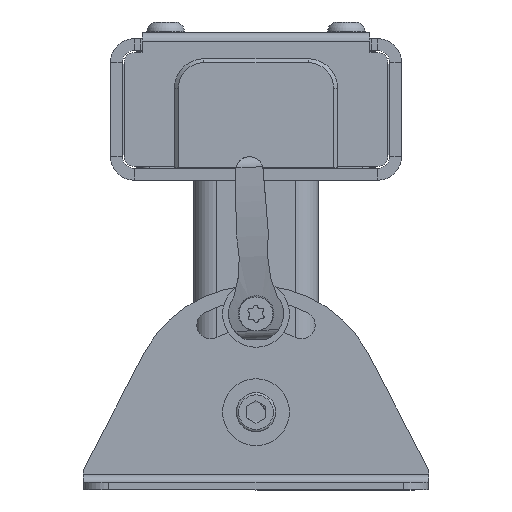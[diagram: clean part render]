
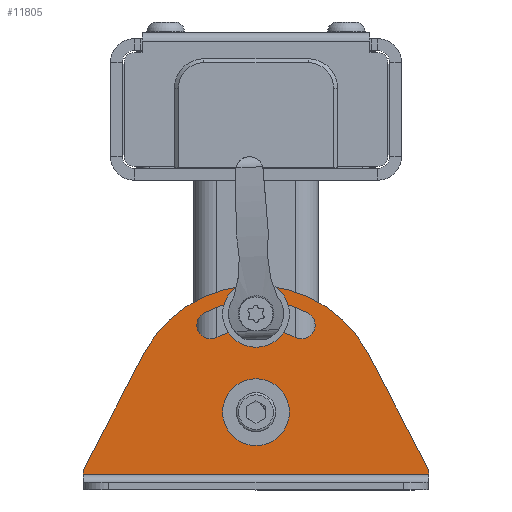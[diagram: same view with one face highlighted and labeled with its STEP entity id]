
A CAD part, left-side view. The second image highlights one B-rep face of the part: STEP entity #11805.
In plain terms, the highlighted face is planar.
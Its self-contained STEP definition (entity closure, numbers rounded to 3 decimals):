
#542=FACE_BOUND('',#1754,.T.);
#543=FACE_BOUND('',#1755,.T.);
#684=PLANE('',#13167);
#1014=FACE_OUTER_BOUND('',#1753,.T.);
#1753=EDGE_LOOP('',(#8532,#8533,#8534,#8535,#8536,#8537));
#1754=EDGE_LOOP('',(#8538,#8539,#8540,#8541));
#1755=EDGE_LOOP('',(#8542));
#2578=LINE('',#19074,#3467);
#2581=LINE('',#19080,#3470);
#2585=LINE('',#19091,#3474);
#2587=LINE('',#19095,#3476);
#2590=LINE('',#19102,#3479);
#3467=VECTOR('',#15203,10.);
#3470=VECTOR('',#15208,10.);
#3474=VECTOR('',#15218,10.);
#3476=VECTOR('',#15222,10.);
#3479=VECTOR('',#15231,10.);
#4231=CIRCLE('',#13121,3.5);
#4233=CIRCLE('',#13124,21.5);
#4235=CIRCLE('',#13127,3.5);
#4237=CIRCLE('',#13130,28.5);
#4239=CIRCLE('',#13133,3.25);
#4253=CIRCLE('',#13165,32.19);
#5084=VERTEX_POINT('',#18984);
#5085=VERTEX_POINT('',#18986);
#5087=VERTEX_POINT('',#18992);
#5089=VERTEX_POINT('',#18998);
#5091=VERTEX_POINT('',#19007);
#5110=VERTEX_POINT('',#19063);
#5111=VERTEX_POINT('',#19067);
#5113=VERTEX_POINT('',#19078);
#5117=VERTEX_POINT('',#19090);
#5118=VERTEX_POINT('',#19094);
#5119=VERTEX_POINT('',#19098);
#6342=EDGE_CURVE('',#5085,#5084,#4231,.T.);
#6346=EDGE_CURVE('',#5084,#5087,#4233,.T.);
#6349=EDGE_CURVE('',#5087,#5089,#4235,.T.);
#6351=EDGE_CURVE('',#5089,#5085,#4237,.T.);
#6354=EDGE_CURVE('',#5091,#5091,#4239,.T.);
#6386=EDGE_CURVE('',#5110,#5111,#2578,.T.);
#6389=EDGE_CURVE('',#5113,#5111,#2581,.T.);
#6394=EDGE_CURVE('',#5110,#5117,#2585,.T.);
#6396=EDGE_CURVE('',#5117,#5118,#2587,.T.);
#6398=EDGE_CURVE('',#5118,#5119,#4253,.T.);
#6400=EDGE_CURVE('',#5119,#5113,#2590,.T.);
#8532=ORIENTED_EDGE('',*,*,#6386,.T.);
#8533=ORIENTED_EDGE('',*,*,#6389,.F.);
#8534=ORIENTED_EDGE('',*,*,#6400,.F.);
#8535=ORIENTED_EDGE('',*,*,#6398,.F.);
#8536=ORIENTED_EDGE('',*,*,#6396,.F.);
#8537=ORIENTED_EDGE('',*,*,#6394,.F.);
#8538=ORIENTED_EDGE('',*,*,#6342,.T.);
#8539=ORIENTED_EDGE('',*,*,#6346,.T.);
#8540=ORIENTED_EDGE('',*,*,#6349,.T.);
#8541=ORIENTED_EDGE('',*,*,#6351,.T.);
#8542=ORIENTED_EDGE('',*,*,#6354,.T.);
#11805=ADVANCED_FACE('',(#1014,#542,#543),#684,.T.);
#13121=AXIS2_PLACEMENT_3D('',#18987,#15104,#15105);
#13124=AXIS2_PLACEMENT_3D('',#18994,#15112,#15113);
#13127=AXIS2_PLACEMENT_3D('',#19000,#15119,#15120);
#13130=AXIS2_PLACEMENT_3D('',#19003,#15125,#15126);
#13133=AXIS2_PLACEMENT_3D('',#19009,#15132,#15133);
#13165=AXIS2_PLACEMENT_3D('',#19099,#15226,#15227);
#13167=AXIS2_PLACEMENT_3D('',#19103,#15232,#15233);
#15104=DIRECTION('center_axis',(0.,0.,-1.));
#15105=DIRECTION('ref_axis',(0.887,-0.462,0.));
#15112=DIRECTION('center_axis',(0.,0.,1.));
#15113=DIRECTION('ref_axis',(-0.887,-0.462,0.));
#15119=DIRECTION('center_axis',(0.,0.,-1.));
#15120=DIRECTION('ref_axis',(-0.887,-0.462,0.));
#15125=DIRECTION('center_axis',(0.,0.,-1.));
#15126=DIRECTION('ref_axis',(0.887,0.462,0.));
#15132=DIRECTION('center_axis',(0.,0.,-1.));
#15133=DIRECTION('ref_axis',(-1.,0.,0.));
#15203=DIRECTION('',(0.,-1.,0.));
#15208=DIRECTION('',(-1.,0.,0.));
#15218=DIRECTION('',(1.,0.,0.));
#15222=DIRECTION('',(0.887,-0.462,0.));
#15226=DIRECTION('center_axis',(0.,0.,-1.));
#15227=DIRECTION('ref_axis',(0.462,-0.887,0.));
#15231=DIRECTION('',(-0.887,-0.462,0.));
#15232=DIRECTION('center_axis',(0.,0.,1.));
#15233=DIRECTION('ref_axis',(1.,0.,0.));
#18984=CARTESIAN_POINT('',(19.071,-9.928,2.));
#18986=CARTESIAN_POINT('',(25.28,-13.16,2.));
#18987=CARTESIAN_POINT('Origin',(22.175,-11.544,2.));
#18992=CARTESIAN_POINT('',(19.071,9.928,2.));
#18994=CARTESIAN_POINT('Origin',(0.,0.,2.));
#18998=CARTESIAN_POINT('',(25.28,13.16,2.));
#19000=CARTESIAN_POINT('Origin',(22.175,11.544,2.));
#19003=CARTESIAN_POINT('Origin',(0.,0.,2.));
#19007=CARTESIAN_POINT('',(3.25,0.,2.));
#19009=CARTESIAN_POINT('Origin',(0.,0.,2.));
#19063=CARTESIAN_POINT('',(-15.81,44.,2.));
#19067=CARTESIAN_POINT('',(-15.81,-44.,2.));
#19074=CARTESIAN_POINT('',(-15.81,-22.,2.));
#19078=CARTESIAN_POINT('',(-14.81,-44.,2.));
#19080=CARTESIAN_POINT('',(-19.81,-44.,2.));
#19090=CARTESIAN_POINT('',(-14.81,44.,2.));
#19091=CARTESIAN_POINT('',(-14.81,44.,2.));
#19094=CARTESIAN_POINT('',(14.864,28.553,2.));
#19095=CARTESIAN_POINT('',(14.864,28.553,2.));
#19098=CARTESIAN_POINT('',(14.864,-28.553,2.));
#19099=CARTESIAN_POINT('Origin',(0.,0.,2.));
#19102=CARTESIAN_POINT('',(-14.81,-44.,2.));
#19103=CARTESIAN_POINT('Origin',(-0.66,0.,
2.));
